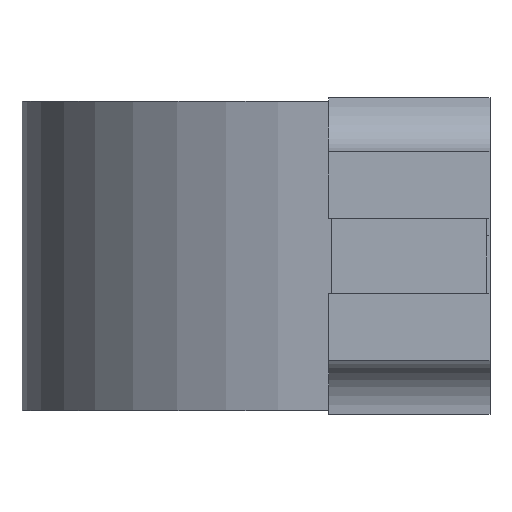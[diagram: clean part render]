
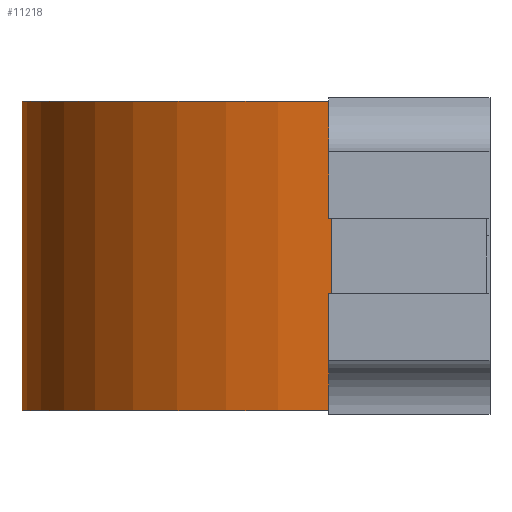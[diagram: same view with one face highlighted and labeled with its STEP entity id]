
A CAD part, left-side view. The second image highlights one B-rep face of the part: STEP entity #11218.
In plain terms, the highlighted cylindrical face has radius 1 mm (diameter 2 mm), a partial arc.
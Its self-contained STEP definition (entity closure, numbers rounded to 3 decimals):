
#97 = CARTESIAN_POINT ( 'NONE',  ( -1., 0.5, -0.5 ) ) ;
#532 = ORIENTED_EDGE ( 'NONE', *, *, #9438, .F. ) ;
#542 = VECTOR ( 'NONE', #13242, 1000. ) ;
#964 = DIRECTION ( 'NONE',  ( 0., 0., -1. ) ) ;
#1080 = DIRECTION ( 'NONE',  ( 1., 0., 0. ) ) ;
#1639 = EDGE_CURVE ( 'NONE', #6249, #11506, #11129, .T. ) ;
#1661 = VERTEX_POINT ( 'NONE', #2093 ) ;
#2087 = EDGE_CURVE ( 'NONE', #6249, #1661, #10830, .T. ) ;
#2093 = CARTESIAN_POINT ( 'NONE',  ( 0., 1.5, -0.5 ) ) ;
#2265 = FACE_OUTER_BOUND ( 'NONE', #6323, .T. ) ;
#4209 = DIRECTION ( 'NONE',  ( 0., 0., 1. ) ) ;
#5519 = AXIS2_PLACEMENT_3D ( 'NONE', #12069, #7763, #14332 ) ;
#5667 = EDGE_CURVE ( 'NONE', #8710, #11506, #11614, .T. ) ;
#6249 = VERTEX_POINT ( 'NONE', #97 ) ;
#6323 = EDGE_LOOP ( 'NONE', ( #10624, #11546, #532, #10396 ) ) ;
#6509 = LINE ( 'NONE', #13322, #542 ) ;
#6793 = CARTESIAN_POINT ( 'NONE',  ( 0., 0.5, -0.5 ) ) ;
#6876 = AXIS2_PLACEMENT_3D ( 'NONE', #6793, #964, #12039 ) ;
#7763 = DIRECTION ( 'NONE',  ( 0., 0., 1. ) ) ;
#8710 = VERTEX_POINT ( 'NONE', #10136 ) ;
#8808 = CARTESIAN_POINT ( 'NONE',  ( -1., 0.5, 0.5 ) ) ;
#9438 = EDGE_CURVE ( 'NONE', #1661, #8710, #6509, .T. ) ;
#10050 = CARTESIAN_POINT ( 'NONE',  ( -1., 0.5, 0.5 ) ) ;
#10053 = DIRECTION ( 'NONE',  ( 0., 0., 1. ) ) ;
#10136 = CARTESIAN_POINT ( 'NONE',  ( 0., 1.5, 0.5 ) ) ;
#10396 = ORIENTED_EDGE ( 'NONE', *, *, #2087, .F. ) ;
#10624 = ORIENTED_EDGE ( 'NONE', *, *, #1639, .T. ) ;
#10830 = CIRCLE ( 'NONE', #6876, 1. ) ;
#11129 = LINE ( 'NONE', #8808, #13093 ) ;
#11144 = CYLINDRICAL_SURFACE ( 'NONE', #11861, 1. ) ;
#11218 = ADVANCED_FACE ( 'NONE', ( #2265 ), #11144, .T. ) ;
#11506 = VERTEX_POINT ( 'NONE', #10050 ) ;
#11546 = ORIENTED_EDGE ( 'NONE', *, *, #5667, .F. ) ;
#11614 = CIRCLE ( 'NONE', #5519, 1. ) ;
#11861 = AXIS2_PLACEMENT_3D ( 'NONE', #14212, #4209, #1080 ) ;
#12039 = DIRECTION ( 'NONE',  ( 0., -1., 0. ) ) ;
#12069 = CARTESIAN_POINT ( 'NONE',  ( 0., 0.5, 0.5 ) ) ;
#13093 = VECTOR ( 'NONE', #10053, 1000. ) ;
#13242 = DIRECTION ( 'NONE',  ( 0., 0., 1. ) ) ;
#13322 = CARTESIAN_POINT ( 'NONE',  ( 0., 1.5, 0. ) ) ;
#14212 = CARTESIAN_POINT ( 'NONE',  ( 0., 0.5, 0. ) ) ;
#14332 = DIRECTION ( 'NONE',  ( 0., 1., 0. ) ) ;
